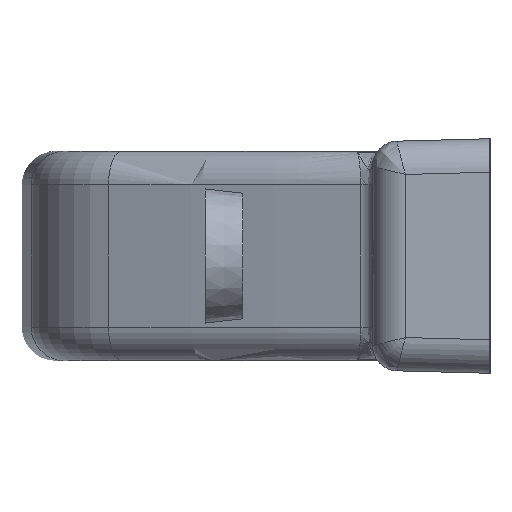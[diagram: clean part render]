
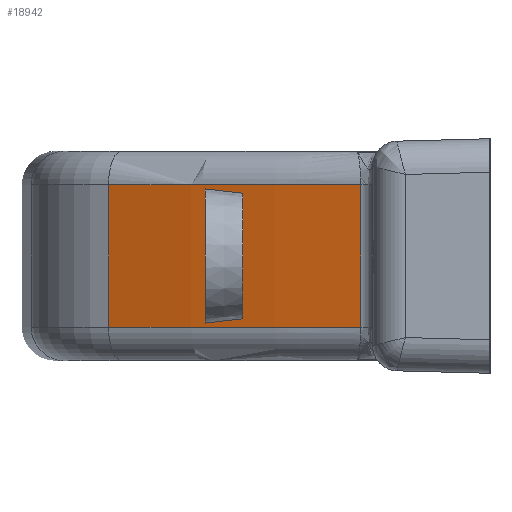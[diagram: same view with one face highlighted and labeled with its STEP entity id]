
A CAD part, left-side view. The second image highlights one B-rep face of the part: STEP entity #18942.
In plain terms, the highlighted cylindrical face has radius 275.483 mm (diameter 550.965 mm), a partial arc.
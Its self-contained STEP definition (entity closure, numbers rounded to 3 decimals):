
#312 = CIRCLE ( 'NONE', #17588, 275.483 ) ;
#373 = VERTEX_POINT ( 'NONE', #9776 ) ;
#1209 = CYLINDRICAL_SURFACE ( 'NONE', #13278, 275.483 ) ;
#3097 = CARTESIAN_POINT ( 'NONE',  ( -101.574, 45.53, 8.5 ) ) ;
#3288 = CARTESIAN_POINT ( 'NONE',  ( -112.054, 15.452, 12.5 ) ) ;
#4670 = EDGE_CURVE ( 'NONE', #373, #10643, #12235, .T. ) ;
#4912 = CARTESIAN_POINT ( 'NONE',  ( 152.894, -60., 12.5 ) ) ;
#5413 = DIRECTION ( 'NONE',  ( 1., 0., 0. ) ) ;
#6151 = DIRECTION ( 'NONE',  ( 0., 0., -1. ) ) ;
#6319 = ORIENTED_EDGE ( 'NONE', *, *, #12036, .F. ) ;
#7316 = DIRECTION ( 'NONE',  ( 0., 0., 1. ) ) ;
#7492 = VECTOR ( 'NONE', #9319, 1000. ) ;
#7629 = ORIENTED_EDGE ( 'NONE', *, *, #16068, .F. ) ;
#8292 = CARTESIAN_POINT ( 'NONE',  ( 152.894, -60., -8.5 ) ) ;
#8425 = DIRECTION ( 'NONE',  ( 1., 0., 0. ) ) ;
#9006 = VECTOR ( 'NONE', #7316, 1000. ) ;
#9067 = FACE_OUTER_BOUND ( 'NONE', #16257, .T. ) ;
#9319 = DIRECTION ( 'NONE',  ( 0., 0., -1. ) ) ;
#9776 = CARTESIAN_POINT ( 'NONE',  ( -101.574, 45.53, -8.5 ) ) ;
#9850 = DIRECTION ( 'NONE',  ( 0., 0., 1. ) ) ;
#10412 = ORIENTED_EDGE ( 'NONE', *, *, #4670, .T. ) ;
#10643 = VERTEX_POINT ( 'NONE', #13264 ) ;
#11565 = VERTEX_POINT ( 'NONE', #3097 ) ;
#11639 = EDGE_CURVE ( 'NONE', #14604, #10643, #14252, .T. ) ;
#12036 = EDGE_CURVE ( 'NONE', #373, #11565, #14608, .T. ) ;
#12235 = CIRCLE ( 'NONE', #16108, 275.483 ) ;
#12248 = DIRECTION ( 'NONE',  ( 1., 0., 0. ) ) ;
#12481 = ORIENTED_EDGE ( 'NONE', *, *, #11639, .F. ) ;
#13264 = CARTESIAN_POINT ( 'NONE',  ( -112.054, 15.452, -8.5 ) ) ;
#13278 = AXIS2_PLACEMENT_3D ( 'NONE', #4912, #6151, #12248 ) ;
#13318 = CARTESIAN_POINT ( 'NONE',  ( -112.054, 15.452, 8.5 ) ) ;
#14097 = CARTESIAN_POINT ( 'NONE',  ( 152.894, -60., 8.5 ) ) ;
#14168 = DIRECTION ( 'NONE',  ( 0., 0., 1. ) ) ;
#14252 = LINE ( 'NONE', #3288, #7492 ) ;
#14604 = VERTEX_POINT ( 'NONE', #13318 ) ;
#14608 = LINE ( 'NONE', #18937, #9006 ) ;
#16068 = EDGE_CURVE ( 'NONE', #11565, #14604, #312, .T. ) ;
#16108 = AXIS2_PLACEMENT_3D ( 'NONE', #8292, #9850, #8425 ) ;
#16257 = EDGE_LOOP ( 'NONE', ( #7629, #6319, #10412, #12481 ) ) ;
#17588 = AXIS2_PLACEMENT_3D ( 'NONE', #14097, #14168, #5413 ) ;
#18937 = CARTESIAN_POINT ( 'NONE',  ( -101.574, 45.53, 12.5 ) ) ;
#18942 = ADVANCED_FACE ( 'NONE', ( #9067 ), #1209, .T. ) ;
